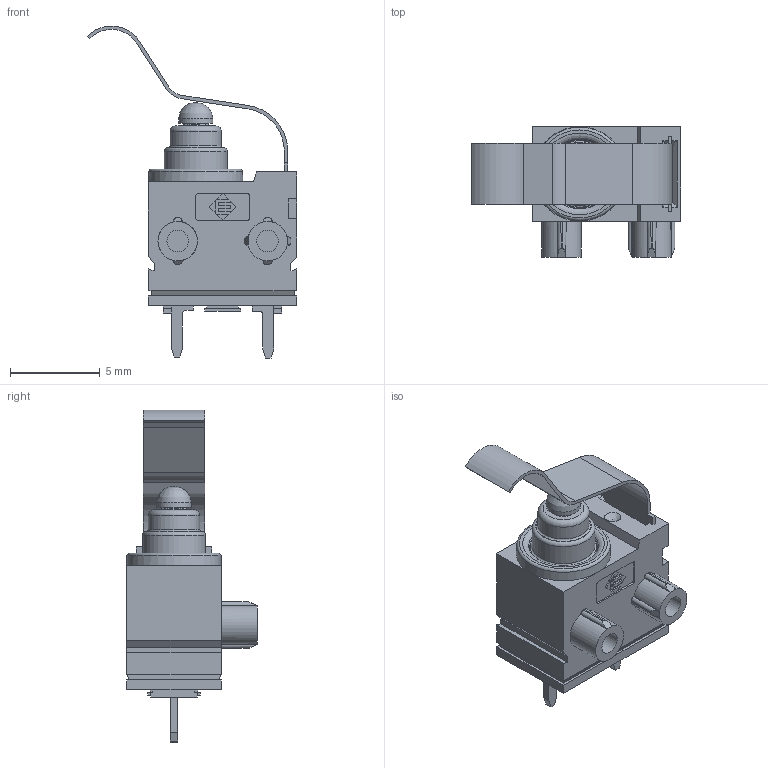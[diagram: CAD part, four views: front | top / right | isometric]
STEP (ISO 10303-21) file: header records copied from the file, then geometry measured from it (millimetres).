
FILE_DESCRIPTION(/* description */ (''),/* implementation_level */ '2;1');
FILE_NAME(/* name */ 'TD1250CF160QP1.stp',/* time_stamp */ '2024-02-16T14:37:31-06:00',/* author */ ('mroman'),/* organization */ (''),/* preprocessor_version */ 'ST-DEVELOPER v18.1',/* originating_system */ 'Autodesk Inventor 2022',/* authorisation */ '');
FILE_SCHEMA (('AUTOMOTIVE_DESIGN { 1 0 10303 214 3 1 1 }'));
Length unit declared in the file: millimetre
Products named in the file (1): TD1250CF160QP1
Bounding box: 11.66 x 7.25 x 18.46 mm (x, y, z)
Volume: 359.3 mm3; surface area: 569.2 mm2
Topology: 1 solids, 2 shells, 249 faces, 656 edges, 427 vertices
Faces by surface type: plane 191, cylinder 46, torus 6, cone 4, bspline 2
Full cylindrical faces by diameter (mm): 1.2 x3, 1.904 x1, 2.85 x1, 3.5 x1, 4.5 x1, 4.65 x1
Entity records: 7708 total; most frequent: CARTESIAN_POINT 1384, ORIENTED_EDGE 1310, DIRECTION 1283, EDGE_CURVE 655, LINE 523, VECTOR 523, VERTEX_POINT 427, AXIS2_PLACEMENT_3D 380
